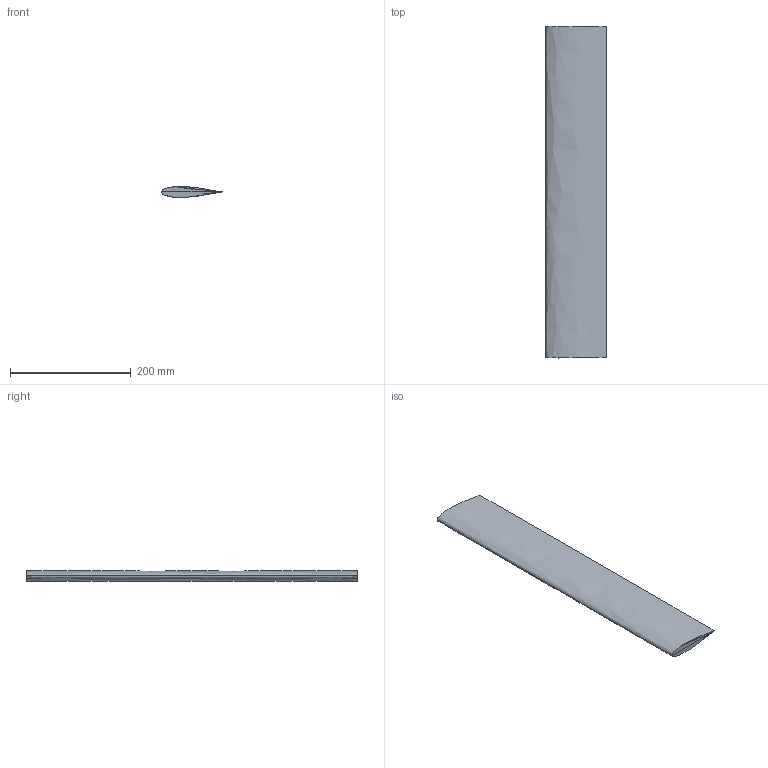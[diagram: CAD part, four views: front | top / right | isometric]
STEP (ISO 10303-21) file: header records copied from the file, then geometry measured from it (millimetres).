
FILE_DESCRIPTION((''),'1');
FILE_NAME('outfile.stp','2024-03-01T10:18:12',(''),(''),'','','');
FILE_SCHEMA(('CONFIG_CONTROL_DESIGN'));
Length unit declared in the file: metre
Bounding box: 100 x 550 x 17.99 mm (x, y, z)
Surface area: 116589.3 mm2 (no closed solid volume)
Topology: 0 solids, 0 shells, 6 faces, 24 edges, 16 vertices
Faces by surface type: bspline 6
Entity records: 1651 total; most frequent: CARTESIAN_POINT 1597, B_SPLINE_SURFACE_WITH_KNOTS 6, PERSON_AND_ORGANIZATION_ROLE 4, CC_DESIGN_PERSON_AND_ORGANIZATION_ASSIGNMENT 4, DIRECTION 2, DATE_TIME_ROLE 2, CC_DESIGN_DATE_AND_TIME_ASSIGNMENT 2, CALENDAR_DATE 1
